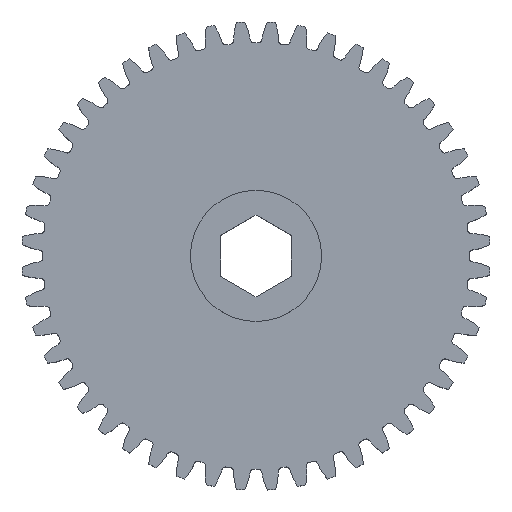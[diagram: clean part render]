
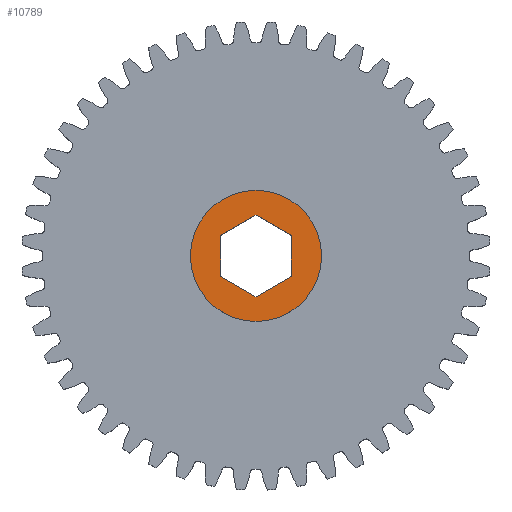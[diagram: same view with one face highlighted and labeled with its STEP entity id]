
A CAD part, top view. The second image highlights one B-rep face of the part: STEP entity #10789.
In plain terms, the highlighted planar face has unit normal (0, 0, 1).
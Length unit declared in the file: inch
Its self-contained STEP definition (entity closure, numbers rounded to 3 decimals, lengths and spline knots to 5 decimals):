
#25 = CARTESIAN_POINT ( 'NONE',  ( 0., -0.21824, 0.249 ) ) ;
#413 = FACE_BOUND ( 'NONE', #8133, .T. ) ;
#474 = DIRECTION ( 'NONE',  ( -1., 0., 0. ) ) ;
#479 = EDGE_LOOP ( 'NONE', ( #8359, #13784 ) ) ;
#533 = CARTESIAN_POINT ( 'NONE',  ( 0., 0., 0.249 ) ) ;
#548 = VERTEX_POINT ( 'NONE', #7492 ) ;
#655 = EDGE_CURVE ( 'NONE', #548, #16390, #3349, .T. ) ;
#858 = CARTESIAN_POINT ( 'NONE',  ( 0.189, 0.10912, 0.249 ) ) ;
#1550 = CARTESIAN_POINT ( 'NONE',  ( -0.35, 0., 0.249 ) ) ;
#1893 = VECTOR ( 'NONE', #12986, 39.37008 ) ;
#2145 = CARTESIAN_POINT ( 'NONE',  ( 0.189, 0.10912, 0.249 ) ) ;
#2323 = LINE ( 'NONE', #8975, #1893 ) ;
#2393 = AXIS2_PLACEMENT_3D ( 'NONE', #9327, #16340, #17755 ) ;
#3073 = DIRECTION ( 'NONE',  ( 0., 0., -1. ) ) ;
#3349 = LINE ( 'NONE', #13659, #13981 ) ;
#4098 = FACE_OUTER_BOUND ( 'NONE', #479, .T. ) ;
#4888 = VERTEX_POINT ( 'NONE', #14835 ) ;
#4902 = ORIENTED_EDGE ( 'NONE', *, *, #655, .T. ) ;
#5415 = LINE ( 'NONE', #10228, #11059 ) ;
#5751 = VERTEX_POINT ( 'NONE', #12247 ) ;
#6458 = LINE ( 'NONE', #25, #16646 ) ;
#7106 = CIRCLE ( 'NONE', #14699, 0.35 ) ;
#7136 = EDGE_CURVE ( 'NONE', #17236, #12747, #7106, .T. ) ;
#7261 = CARTESIAN_POINT ( 'NONE',  ( 0.189, -0.10912, 0.249 ) ) ;
#7492 = CARTESIAN_POINT ( 'NONE',  ( 0., -0.21824, 0.249 ) ) ;
#7675 = ORIENTED_EDGE ( 'NONE', *, *, #7821, .T. ) ;
#7694 = CARTESIAN_POINT ( 'NONE',  ( -0.189, -0.10912, 0.249 ) ) ;
#7747 = CARTESIAN_POINT ( 'NONE',  ( 0.35, 0., 0.249 ) ) ;
#7821 = EDGE_CURVE ( 'NONE', #10111, #548, #6458, .T. ) ;
#7825 = ORIENTED_EDGE ( 'NONE', *, *, #10184, .T. ) ;
#8133 = EDGE_LOOP ( 'NONE', ( #10545, #13893, #13278, #7675, #4902, #7825 ) ) ;
#8208 = EDGE_CURVE ( 'NONE', #5751, #11661, #16409, .T. ) ;
#8359 = ORIENTED_EDGE ( 'NONE', *, *, #7136, .F. ) ;
#8975 = CARTESIAN_POINT ( 'NONE',  ( 0.189, -0.10912, 0.249 ) ) ;
#9127 = DIRECTION ( 'NONE',  ( 0.866, -0.5, 0. ) ) ;
#9156 = EDGE_CURVE ( 'NONE', #4888, #5751, #10185, .T. ) ;
#9327 = CARTESIAN_POINT ( 'NONE',  ( 0., 0., 0.249 ) ) ;
#9592 = DIRECTION ( 'NONE',  ( -0.866, 0.5, 0. ) ) ;
#9675 = DIRECTION ( 'NONE',  ( -0.866, -0.5, 0. ) ) ;
#9753 = VECTOR ( 'NONE', #17596, 39.37008 ) ;
#10111 = VERTEX_POINT ( 'NONE', #7261 ) ;
#10184 = EDGE_CURVE ( 'NONE', #16390, #4888, #5415, .T. ) ;
#10185 = LINE ( 'NONE', #11914, #9753 ) ;
#10190 = DIRECTION ( 'NONE',  ( 0., 0., -1. ) ) ;
#10228 = CARTESIAN_POINT ( 'NONE',  ( -0.189, 0.10912, 0.249 ) ) ;
#10545 = ORIENTED_EDGE ( 'NONE', *, *, #9156, .T. ) ;
#10663 = PLANE ( 'NONE',  #2393 ) ;
#10789 = ADVANCED_FACE ( 'NONE', ( #4098, #413 ), #10663, .T. ) ;
#11059 = VECTOR ( 'NONE', #15665, 39.37008 ) ;
#11661 = VERTEX_POINT ( 'NONE', #2145 ) ;
#11694 = CIRCLE ( 'NONE', #11713, 0.35 ) ;
#11713 = AXIS2_PLACEMENT_3D ( 'NONE', #12874, #3073, #17096 ) ;
#11914 = CARTESIAN_POINT ( 'NONE',  ( 0., 0.21824, 0.249 ) ) ;
#12247 = CARTESIAN_POINT ( 'NONE',  ( 0., 0.21824, 0.249 ) ) ;
#12747 = VERTEX_POINT ( 'NONE', #7747 ) ;
#12874 = CARTESIAN_POINT ( 'NONE',  ( 0., 0., 0.249 ) ) ;
#12986 = DIRECTION ( 'NONE',  ( 0., -1., 0. ) ) ;
#13278 = ORIENTED_EDGE ( 'NONE', *, *, #16518, .T. ) ;
#13659 = CARTESIAN_POINT ( 'NONE',  ( -0.189, -0.10912, 0.249 ) ) ;
#13784 = ORIENTED_EDGE ( 'NONE', *, *, #15500, .F. ) ;
#13893 = ORIENTED_EDGE ( 'NONE', *, *, #8208, .T. ) ;
#13981 = VECTOR ( 'NONE', #9592, 39.37008 ) ;
#14685 = VECTOR ( 'NONE', #9127, 39.37008 ) ;
#14699 = AXIS2_PLACEMENT_3D ( 'NONE', #533, #10190, #474 ) ;
#14835 = CARTESIAN_POINT ( 'NONE',  ( -0.189, 0.10912, 0.249 ) ) ;
#15500 = EDGE_CURVE ( 'NONE', #12747, #17236, #11694, .T. ) ;
#15665 = DIRECTION ( 'NONE',  ( 0., 1., 0. ) ) ;
#16340 = DIRECTION ( 'NONE',  ( 0., 0., 1. ) ) ;
#16390 = VERTEX_POINT ( 'NONE', #7694 ) ;
#16409 = LINE ( 'NONE', #858, #14685 ) ;
#16518 = EDGE_CURVE ( 'NONE', #11661, #10111, #2323, .T. ) ;
#16646 = VECTOR ( 'NONE', #9675, 39.37008 ) ;
#17096 = DIRECTION ( 'NONE',  ( -1., 0., 0. ) ) ;
#17236 = VERTEX_POINT ( 'NONE', #1550 ) ;
#17596 = DIRECTION ( 'NONE',  ( 0.866, 0.5, 0. ) ) ;
#17755 = DIRECTION ( 'NONE',  ( 1., 0., 0. ) ) ;
